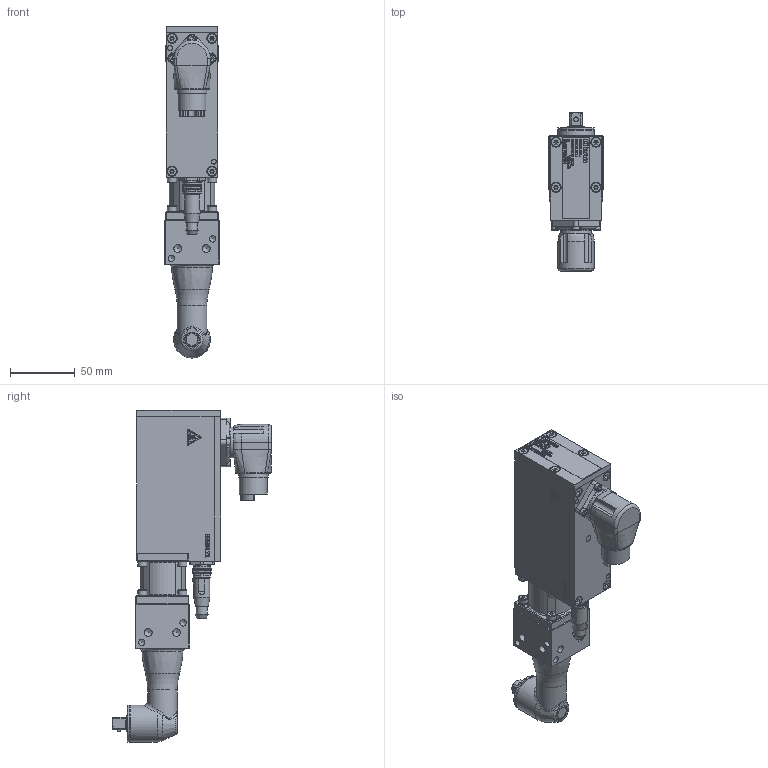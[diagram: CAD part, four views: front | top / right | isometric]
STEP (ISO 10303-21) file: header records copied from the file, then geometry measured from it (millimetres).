
FILE_DESCRIPTION(/* description */ (''),/* implementation_level */ '2;1');
FILE_NAME(/* name */ '30MAD28P3E_IAM_001.iam.step',/* time_stamp */ '2022-07-08T07:30:54+02:00',/* author */ ('cideon'),/* organization */ (''),/* preprocessor_version */ 'ST-DEVELOPER v17.2',/* originating_system */ 'Autodesk Inventor 2019',/* authorisation */ '');
FILE_SCHEMA (('AUTOMOTIVE_DESIGN { 1 0 10303 214 3 1 1 }'));
Products named in the file (1): Bauteil5
Bounding box: 42 x 122.99 x 257.15 mm (x, y, z)
Volume: 491168.6 mm3; surface area: 69041.2 mm2
Topology: 1 solids, 79 shells, 2932 faces, 8042 edges, 5281 vertices
Faces by surface type: plane 1510, cylinder 645, bspline 638, cone 92, torus 47
Full cylindrical faces by diameter (mm): 1.6 x1, 2 x8, 2.4 x1, 2.7 x2, 3.23 x1, 3.5 x1, 3.56 x1, 4 x6, 4.917 x8, 5.1 x4, 5.5 x4, 6 x8, 7 x16, 8 x8, 8.5 x2, 11 x1, 12.5 x1, 12.7 x2, 14.6 x1, 16.2 x1, 16.42 x1, 17.42 x1, 17.45 x1, 21.55 x1, 22.9 x1, 23 x1, 23.805 x1, 25.2 x1, 28.5 x2
Entity records: 124263 total; most frequent: CARTESIAN_POINT 50845, ORIENTED_EDGE 15856, DIRECTION 12730, EDGE_CURVE 8004, VERTEX_POINT 5281, LINE 4296, VECTOR 4296, AXIS2_PLACEMENT_3D 4217
